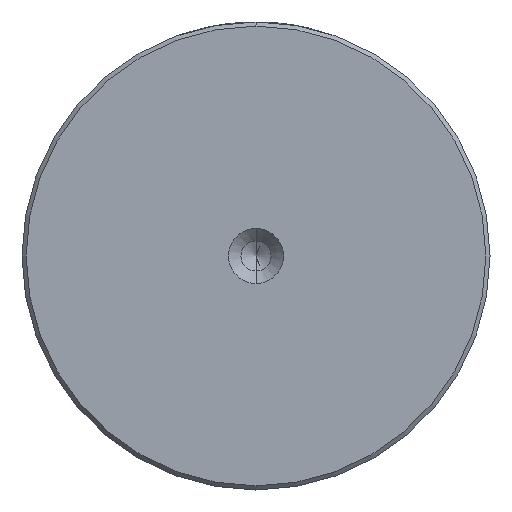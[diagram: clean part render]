
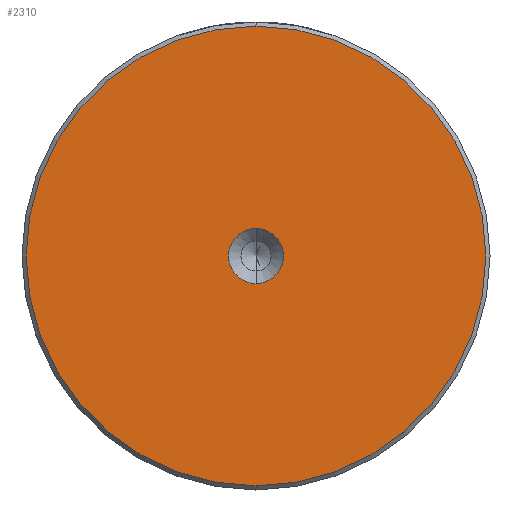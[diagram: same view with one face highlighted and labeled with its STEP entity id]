
A CAD part, left-side view. The second image highlights one B-rep face of the part: STEP entity #2310.
In plain terms, the highlighted planar face has unit normal (-1, 0, 0).
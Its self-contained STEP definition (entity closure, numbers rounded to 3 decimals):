
#47 = VERTEX_POINT ( 'NONE', #2365 ) ;
#50 = CARTESIAN_POINT ( 'NONE',  ( 0., 0., 27.5 ) ) ;
#195 = AXIS2_PLACEMENT_3D ( 'NONE', #375, #2029, #621 ) ;
#238 = VERTEX_POINT ( 'NONE', #922 ) ;
#262 = ORIENTED_EDGE ( 'NONE', *, *, #2787, .T. ) ;
#375 = CARTESIAN_POINT ( 'NONE',  ( 0., 0., 0. ) ) ;
#454 = CARTESIAN_POINT ( 'NONE',  ( 0., 0., -3.3 ) ) ;
#493 = CARTESIAN_POINT ( 'NONE',  ( 0., 0., 0. ) ) ;
#621 = DIRECTION ( 'NONE',  ( 0., 0., 1. ) ) ;
#680 = FACE_BOUND ( 'NONE', #2629, .T. ) ;
#729 = DIRECTION ( 'NONE',  ( 0., 0., 1. ) ) ;
#748 = EDGE_CURVE ( 'NONE', #238, #1670, #2041, .T. ) ;
#764 = ORIENTED_EDGE ( 'NONE', *, *, #2998, .F. ) ;
#832 = DIRECTION ( 'NONE',  ( -1., 0., 0. ) ) ;
#862 = DIRECTION ( 'NONE',  ( -1., 0., 0. ) ) ;
#922 = CARTESIAN_POINT ( 'NONE',  ( 0., 0., -27.5 ) ) ;
#1208 = DIRECTION ( 'NONE',  ( -1., 0., 0. ) ) ;
#1218 = FACE_OUTER_BOUND ( 'NONE', #1681, .T. ) ;
#1599 = EDGE_CURVE ( 'NONE', #2740, #47, #1785, .T. ) ;
#1616 = ORIENTED_EDGE ( 'NONE', *, *, #748, .T. ) ;
#1663 = CIRCLE ( 'NONE', #195, 3.3 ) ;
#1670 = VERTEX_POINT ( 'NONE', #50 ) ;
#1681 = EDGE_LOOP ( 'NONE', ( #1616, #262 ) ) ;
#1785 = CIRCLE ( 'NONE', #1814, 3.3 ) ;
#1814 = AXIS2_PLACEMENT_3D ( 'NONE', #2234, #832, #2469 ) ;
#1984 = AXIS2_PLACEMENT_3D ( 'NONE', #2048, #862, #2522 ) ;
#2029 = DIRECTION ( 'NONE',  ( -1., 0., 0. ) ) ;
#2041 = CIRCLE ( 'NONE', #2692, 27.5 ) ;
#2048 = CARTESIAN_POINT ( 'NONE',  ( 0., 0., 0. ) ) ;
#2129 = DIRECTION ( 'NONE',  ( -1., 0., 0. ) ) ;
#2234 = CARTESIAN_POINT ( 'NONE',  ( 0., 0., 0. ) ) ;
#2276 = PLANE ( 'NONE',  #1984 ) ;
#2310 = ADVANCED_FACE ( 'NONE', ( #1218, #680 ), #2276, .T. ) ;
#2365 = CARTESIAN_POINT ( 'NONE',  ( 0., 0., 3.3 ) ) ;
#2469 = DIRECTION ( 'NONE',  ( 0., 0., 1. ) ) ;
#2522 = DIRECTION ( 'NONE',  ( 0., 0., 1. ) ) ;
#2614 = CARTESIAN_POINT ( 'NONE',  ( 0., 0., 0. ) ) ;
#2629 = EDGE_LOOP ( 'NONE', ( #764, #3029 ) ) ;
#2692 = AXIS2_PLACEMENT_3D ( 'NONE', #2614, #1208, #2843 ) ;
#2740 = VERTEX_POINT ( 'NONE', #454 ) ;
#2787 = EDGE_CURVE ( 'NONE', #1670, #238, #2942, .T. ) ;
#2818 = AXIS2_PLACEMENT_3D ( 'NONE', #493, #2129, #729 ) ;
#2843 = DIRECTION ( 'NONE',  ( 0., 0., 1. ) ) ;
#2942 = CIRCLE ( 'NONE', #2818, 27.5 ) ;
#2998 = EDGE_CURVE ( 'NONE', #47, #2740, #1663, .T. ) ;
#3029 = ORIENTED_EDGE ( 'NONE', *, *, #1599, .F. ) ;
